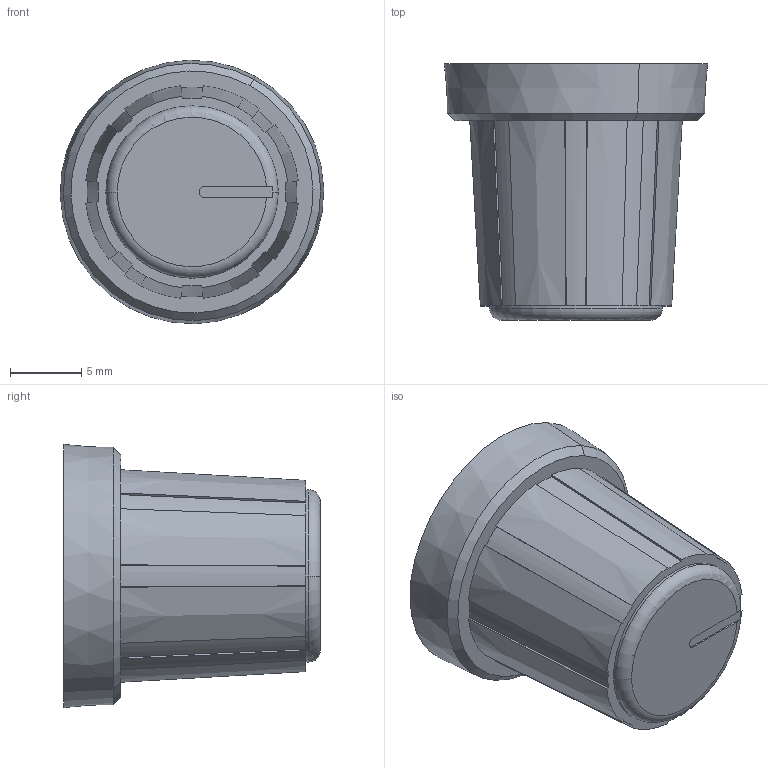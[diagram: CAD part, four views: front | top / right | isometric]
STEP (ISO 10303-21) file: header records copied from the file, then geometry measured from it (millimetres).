
FILE_DESCRIPTION (( 'STEP AP214' ), '1' );
FILE_NAME ('A5C678CA-6554-489D-85D5-141ED8E32209.STEP', '2024-03-21T13:20:24', ( '' ), ( '' ), 'SwSTEP 2.0', 'SolidWorks 2022', '' );
FILE_SCHEMA (( 'AUTOMOTIVE_DESIGN' ));
Length unit declared in the file: millimetre
Products named in the file (1): A5C678CA-6554-489D-85D5-141ED8E32209
Bounding box: 18.49 x 18 x 18.49 mm (x, y, z)
Volume: 1514.9 mm3; surface area: 2306 mm2
Topology: 1 solids, 1 shells, 66 faces, 166 edges, 108 vertices
Faces by surface type: plane 27, cone 26, cylinder 7, torus 6
Entity records: 2203 total; most frequent: CARTESIAN_POINT 429, DIRECTION 364, ORIENTED_EDGE 332, EDGE_CURVE 166, AXIS2_PLACEMENT_3D 139, VERTEX_POINT 108, LINE 86, VECTOR 86
